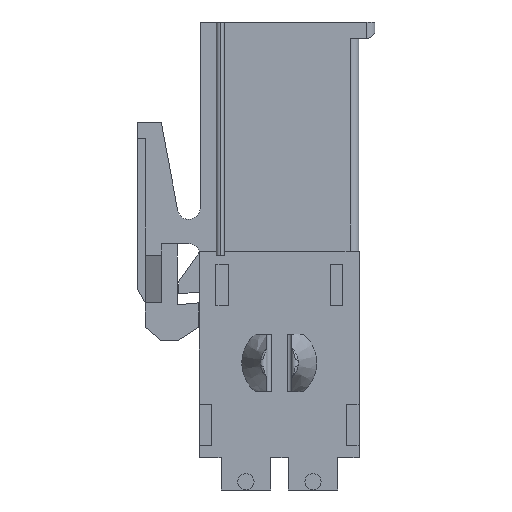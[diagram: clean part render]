
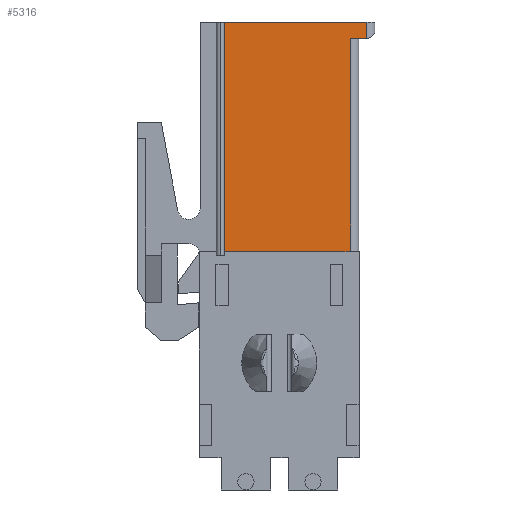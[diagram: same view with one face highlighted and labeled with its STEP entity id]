
A CAD part, front view. The second image highlights one B-rep face of the part: STEP entity #5316.
In plain terms, the highlighted face is planar.
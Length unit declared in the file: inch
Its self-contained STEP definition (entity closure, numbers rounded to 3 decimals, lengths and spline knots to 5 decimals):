
#157 = EDGE_CURVE ( 'NONE', #7901, #8370, #1120, .T. ) ;
#473 = EDGE_CURVE ( 'NONE', #10304, #9265, #1887, .T. ) ;
#813 = VECTOR ( 'NONE', #8439, 39.37008 ) ;
#1120 = LINE ( 'NONE', #6582, #4946 ) ;
#1153 = CARTESIAN_POINT ( 'NONE',  ( 0.11024, -0.19291, -0.8937 ) ) ;
#1281 = CARTESIAN_POINT ( 'NONE',  ( 0.11024, -0.2126, -0.8937 ) ) ;
#1582 = ORIENTED_EDGE ( 'NONE', *, *, #473, .T. ) ;
#1703 = ORIENTED_EDGE ( 'NONE', *, *, #9491, .T. ) ;
#1743 = DIRECTION ( 'NONE',  ( 0., 0., -1. ) ) ;
#1766 = DIRECTION ( 'NONE',  ( 0., 0., 1. ) ) ;
#1887 = LINE ( 'NONE', #8920, #5381 ) ;
#1924 = PLANE ( 'NONE',  #8310 ) ;
#2808 = ORIENTED_EDGE ( 'NONE', *, *, #8245, .T. ) ;
#2810 = ORIENTED_EDGE ( 'NONE', *, *, #3956, .F. ) ;
#2875 = DIRECTION ( 'NONE',  ( 0., 1., 0. ) ) ;
#3956 = EDGE_CURVE ( 'NONE', #4904, #8370, #4867, .T. ) ;
#4162 = EDGE_CURVE ( 'NONE', #5723, #10304, #9074, .T. ) ;
#4208 = LINE ( 'NONE', #11444, #10576 ) ;
#4621 = DIRECTION ( 'NONE',  ( 1., 0., 0. ) ) ;
#4700 = VECTOR ( 'NONE', #7286, 39.37008 ) ;
#4723 = DIRECTION ( 'NONE',  ( 0., 0., -1. ) ) ;
#4867 = LINE ( 'NONE', #1153, #813 ) ;
#4904 = VERTEX_POINT ( 'NONE', #1281 ) ;
#4946 = VECTOR ( 'NONE', #4723, 39.37008 ) ;
#5316 = ADVANCED_FACE ( 'NONE', ( #5401 ), #1924, .T. ) ;
#5381 = VECTOR ( 'NONE', #1766, 39.37008 ) ;
#5401 = FACE_OUTER_BOUND ( 'NONE', #6103, .T. ) ;
#5723 = VERTEX_POINT ( 'NONE', #11634 ) ;
#5774 = CARTESIAN_POINT ( 'NONE',  ( 0.11024, -0.17323, -0.36614 ) ) ;
#6103 = EDGE_LOOP ( 'NONE', ( #2808, #11143, #2810, #1703, #8044, #1582 ) ) ;
#6582 = CARTESIAN_POINT ( 'NONE',  ( 0.11024, -0.17323, 0. ) ) ;
#6897 = DIRECTION ( 'NONE',  ( 0., 0., -1. ) ) ;
#7102 = VECTOR ( 'NONE', #2875, 39.37008 ) ;
#7286 = DIRECTION ( 'NONE',  ( 0., -1., 0. ) ) ;
#7901 = VERTEX_POINT ( 'NONE', #5774 ) ;
#7966 = CARTESIAN_POINT ( 'NONE',  ( 0.11024, 0.13386, -0.93307 ) ) ;
#8044 = ORIENTED_EDGE ( 'NONE', *, *, #4162, .T. ) ;
#8245 = EDGE_CURVE ( 'NONE', #9265, #7901, #8985, .T. ) ;
#8310 = AXIS2_PLACEMENT_3D ( 'NONE', #9853, #4621, #1743 ) ;
#8370 = VERTEX_POINT ( 'NONE', #9616 ) ;
#8439 = DIRECTION ( 'NONE',  ( 0., 1., 0. ) ) ;
#8920 = CARTESIAN_POINT ( 'NONE',  ( 0.11024, 0.13386, 0. ) ) ;
#8985 = LINE ( 'NONE', #9996, #4700 ) ;
#9074 = LINE ( 'NONE', #11703, #7102 ) ;
#9265 = VERTEX_POINT ( 'NONE', #11223 ) ;
#9491 = EDGE_CURVE ( 'NONE', #4904, #5723, #4208, .T. ) ;
#9616 = CARTESIAN_POINT ( 'NONE',  ( 0.11024, -0.17323, -0.8937 ) ) ;
#9853 = CARTESIAN_POINT ( 'NONE',  ( 0.11024, 0., 0. ) ) ;
#9996 = CARTESIAN_POINT ( 'NONE',  ( 0.11024, 0., -0.36614 ) ) ;
#10304 = VERTEX_POINT ( 'NONE', #7966 ) ;
#10576 = VECTOR ( 'NONE', #6897, 39.37008 ) ;
#11143 = ORIENTED_EDGE ( 'NONE', *, *, #157, .T. ) ;
#11223 = CARTESIAN_POINT ( 'NONE',  ( 0.11024, 0.13386, -0.36614 ) ) ;
#11444 = CARTESIAN_POINT ( 'NONE',  ( 0.11024, -0.2126, 0. ) ) ;
#11634 = CARTESIAN_POINT ( 'NONE',  ( 0.11024, -0.2126, -0.93307 ) ) ;
#11703 = CARTESIAN_POINT ( 'NONE',  ( 0.11024, 0., -0.93307 ) ) ;
